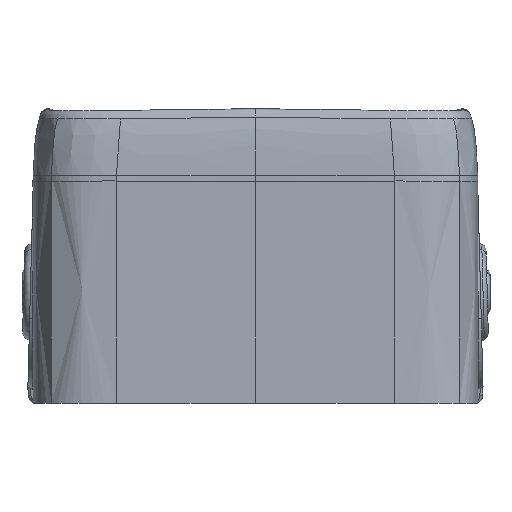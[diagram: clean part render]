
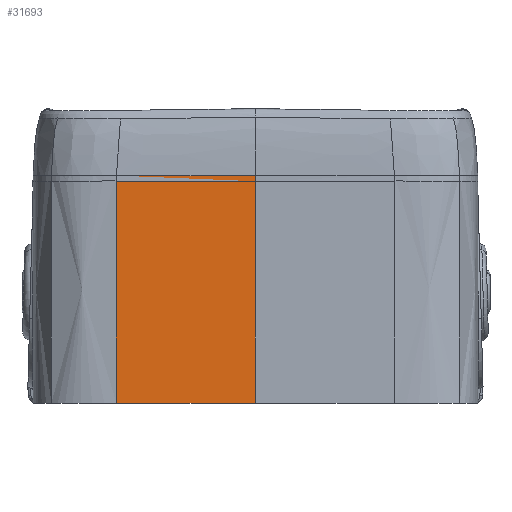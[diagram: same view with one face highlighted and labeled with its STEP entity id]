
A CAD part, left-side view. The second image highlights one B-rep face of the part: STEP entity #31693.
In plain terms, the highlighted planar face has unit normal (1, 0, 0).
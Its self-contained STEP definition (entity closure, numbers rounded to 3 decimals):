
#31666=AXIS2_PLACEMENT_3D('Plane Axis2P3D',#31663,#31664,#31665) ;
#30551=CARTESIAN_POINT('Vertex',(-111.,25.,0.)) ;
#30554=CARTESIAN_POINT('Line Origine',(-111.,12.5,0.)) ;
#30558=CARTESIAN_POINT('Vertex',(-111.,0.,0.)) ;
#31663=CARTESIAN_POINT('Axis2P3D Location',(-111.,0.,40.95)) ;
#31668=CARTESIAN_POINT('Line Origine',(-111.,25.,20.475)) ;
#31672=CARTESIAN_POINT('Vertex',(-111.,25.,40.95)) ;
#31675=CARTESIAN_POINT('Line Origine',(-111.,12.5,40.95)) ;
#31679=CARTESIAN_POINT('Vertex',(-111.,0.,40.95)) ;
#31682=CARTESIAN_POINT('Line Origine',(-111.,0.,20.475)) ;
#30555=DIRECTION('Vector Direction',(0.,-1.,0.)) ;
#31664=DIRECTION('Axis2P3D Direction',(1.,0.,0.)) ;
#31665=DIRECTION('Axis2P3D XDirection',(0.,-1.,0.)) ;
#31669=DIRECTION('Vector Direction',(0.,0.,-1.)) ;
#31676=DIRECTION('Vector Direction',(0.,1.,0.)) ;
#31683=DIRECTION('Vector Direction',(0.,0.,-1.)) ;
#30556=VECTOR('Line Direction',#30555,1.) ;
#31670=VECTOR('Line Direction',#31669,1.) ;
#31677=VECTOR('Line Direction',#31676,1.) ;
#31684=VECTOR('Line Direction',#31683,1.) ;
#31688=ORIENTED_EDGE('',*,*,#31674,.F.) ;
#31689=ORIENTED_EDGE('',*,*,#31681,.F.) ;
#31690=ORIENTED_EDGE('',*,*,#31686,.T.) ;
#31691=ORIENTED_EDGE('',*,*,#30560,.F.) ;
#31693=ADVANCED_FACE('Surface.548',(#31692),#31667,.T.) ;
#30560=EDGE_CURVE('',#30552,#30559,#30557,.T.) ;
#31674=EDGE_CURVE('',#31673,#30552,#31671,.T.) ;
#31681=EDGE_CURVE('',#31680,#31673,#31678,.T.) ;
#31686=EDGE_CURVE('',#31680,#30559,#31685,.T.) ;
#31687=EDGE_LOOP('',(#31688,#31689,#31690,#31691)) ;
#31692=FACE_OUTER_BOUND('',#31687,.T.) ;
#30557=LINE('Line',#30554,#30556) ;
#31671=LINE('Line',#31668,#31670) ;
#31678=LINE('Line',#31675,#31677) ;
#31685=LINE('Line',#31682,#31684) ;
#31667=PLANE('',#31666) ;
#30552=VERTEX_POINT('',#30551) ;
#30559=VERTEX_POINT('',#30558) ;
#31673=VERTEX_POINT('',#31672) ;
#31680=VERTEX_POINT('',#31679) ;
